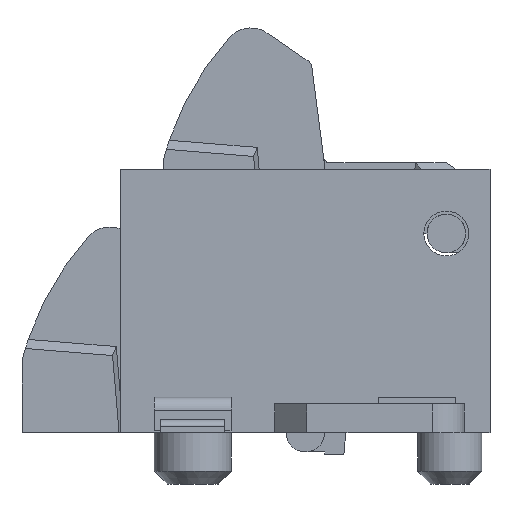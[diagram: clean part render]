
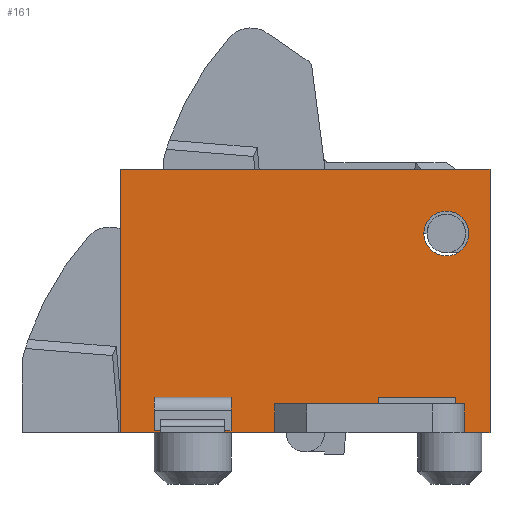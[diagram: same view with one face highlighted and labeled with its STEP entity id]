
A CAD part, front view. The second image highlights one B-rep face of the part: STEP entity #161.
In plain terms, the highlighted planar face has unit normal (0, -1, 0).
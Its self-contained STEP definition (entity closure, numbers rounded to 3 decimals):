
#161 = ADVANCED_FACE( '', ( #353, #354 ), #355, .F. );
#353 = FACE_OUTER_BOUND( '', #620, .T. );
#354 = FACE_BOUND( '', #621, .T. );
#355 = PLANE( '', #622 );
#620 = EDGE_LOOP( '', ( #944, #945, #946, #947, #948, #949, #950, #951 ) );
#621 = EDGE_LOOP( '', ( #952 ) );
#622 = AXIS2_PLACEMENT_3D( '', #953, #954, #955 );
#944 = ORIENTED_EDGE( '', *, *, #1693, .F. );
#945 = ORIENTED_EDGE( '', *, *, #1694, .F. );
#946 = ORIENTED_EDGE( '', *, *, #1695, .F. );
#947 = ORIENTED_EDGE( '', *, *, #1696, .T. );
#948 = ORIENTED_EDGE( '', *, *, #1697, .F. );
#949 = ORIENTED_EDGE( '', *, *, #1698, .F. );
#950 = ORIENTED_EDGE( '', *, *, #1699, .T. );
#951 = ORIENTED_EDGE( '', *, *, #1700, .T. );
#952 = ORIENTED_EDGE( '', *, *, #1701, .T. );
#953 = CARTESIAN_POINT( '', ( -2.875, -1., 4.1 ) );
#954 = DIRECTION( '', ( 0., 1., 0. ) );
#955 = DIRECTION( '', ( -1., 0., 0. ) );
#1693 = EDGE_CURVE( '', #2072, #2073, #2074, .T. );
#1694 = EDGE_CURVE( '', #2075, #2072, #2076, .T. );
#1695 = EDGE_CURVE( '', #2077, #2075, #2078, .T. );
#1696 = EDGE_CURVE( '', #2077, #2079, #2080, .T. );
#1697 = EDGE_CURVE( '', #2081, #2079, #2082, .T. );
#1698 = EDGE_CURVE( '', #2083, #2081, #2084, .T. );
#1699 = EDGE_CURVE( '', #2083, #2085, #2086, .T. );
#1700 = EDGE_CURVE( '', #2085, #2073, #2087, .T. );
#1701 = EDGE_CURVE( '', #2088, #2088, #2089, .T. );
#2072 = VERTEX_POINT( '', #2846 );
#2073 = VERTEX_POINT( '', #2847 );
#2074 = LINE( '', #2848, #2849 );
#2075 = VERTEX_POINT( '', #2850 );
#2076 = LINE( '', #2851, #2852 );
#2077 = VERTEX_POINT( '', #2853 );
#2078 = LINE( '', #2854, #2855 );
#2079 = VERTEX_POINT( '', #2856 );
#2080 = LINE( '', #2857, #2858 );
#2081 = VERTEX_POINT( '', #2859 );
#2082 = LINE( '', #2860, #2861 );
#2083 = VERTEX_POINT( '', #2862 );
#2084 = LINE( '', #2863, #2864 );
#2085 = VERTEX_POINT( '', #2865 );
#2086 = LINE( '', #2866, #2867 );
#2087 = LINE( '', #2868, #2869 );
#2088 = VERTEX_POINT( '', #2870 );
#2089 = CIRCLE( '', #2871, 0.35 );
#2846 = CARTESIAN_POINT( '', ( -0.475, -1., 0.45 ) );
#2847 = CARTESIAN_POINT( '', ( -0.475, -1., 0. ) );
#2848 = CARTESIAN_POINT( '', ( -0.475, -1., 0.45 ) );
#2849 = VECTOR( '', #3454, 1000. );
#2850 = CARTESIAN_POINT( '', ( 2.475, -1., 0.45 ) );
#2851 = CARTESIAN_POINT( '', ( 2.475, -1., 0.45 ) );
#2852 = VECTOR( '', #3455, 1000. );
#2853 = CARTESIAN_POINT( '', ( 2.475, -1., 0. ) );
#2854 = CARTESIAN_POINT( '', ( 2.475, -1., 0. ) );
#2855 = VECTOR( '', #3456, 1000. );
#2856 = CARTESIAN_POINT( '', ( 2.875, -1., 0. ) );
#2857 = CARTESIAN_POINT( '', ( -2.875, -1., 0. ) );
#2858 = VECTOR( '', #3457, 1000. );
#2859 = CARTESIAN_POINT( '', ( 2.875, -1., 4.1 ) );
#2860 = CARTESIAN_POINT( '', ( 2.875, -1., 4.1 ) );
#2861 = VECTOR( '', #3458, 1000. );
#2862 = CARTESIAN_POINT( '', ( -2.875, -1., 4.1 ) );
#2863 = CARTESIAN_POINT( '', ( -2.875, -1., 4.1 ) );
#2864 = VECTOR( '', #3459, 1000. );
#2865 = CARTESIAN_POINT( '', ( -2.875, -1., 0. ) );
#2866 = CARTESIAN_POINT( '', ( -2.875, -1., 4.1 ) );
#2867 = VECTOR( '', #3460, 1000. );
#2868 = CARTESIAN_POINT( '', ( -2.875, -1., 0. ) );
#2869 = VECTOR( '', #3461, 1000. );
#2870 = CARTESIAN_POINT( '', ( 2.545, -1., 3.1 ) );
#2871 = AXIS2_PLACEMENT_3D( '', #3462, #3463, #3464 );
#3454 = DIRECTION( '', ( 0., 0., -1. ) );
#3455 = DIRECTION( '', ( -1., 0., 0. ) );
#3456 = DIRECTION( '', ( 0., 0., 1. ) );
#3457 = DIRECTION( '', ( 1., 0., 0. ) );
#3458 = DIRECTION( '', ( 0., 0., -1. ) );
#3459 = DIRECTION( '', ( 1., 0., 0. ) );
#3460 = DIRECTION( '', ( 0., 0., -1. ) );
#3461 = DIRECTION( '', ( 1., 0., 0. ) );
#3462 = CARTESIAN_POINT( '', ( 2.195, -1., 3.1 ) );
#3463 = DIRECTION( '', ( 0., 1., 0. ) );
#3464 = DIRECTION( '', ( 1., 0., 0. ) );
